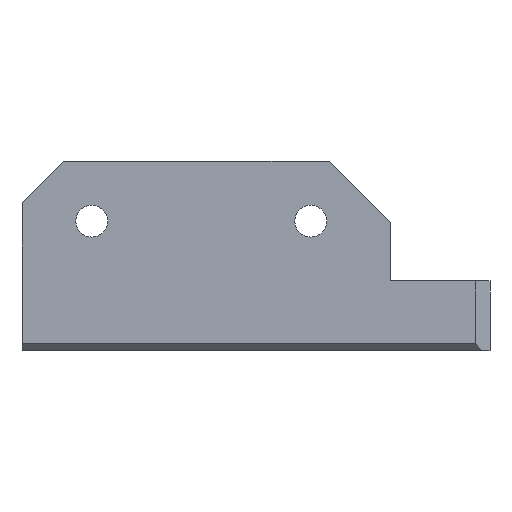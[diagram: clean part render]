
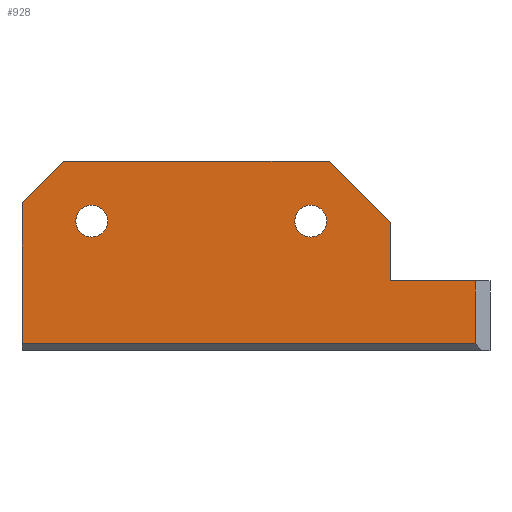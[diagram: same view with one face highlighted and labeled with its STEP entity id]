
A CAD part, front view. The second image highlights one B-rep face of the part: STEP entity #928.
In plain terms, the highlighted planar face has unit normal (0, -1, 0).
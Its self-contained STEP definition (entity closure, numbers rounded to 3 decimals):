
#475 = EDGE_CURVE('',#476,#478,#480,.T.);
#476 = VERTEX_POINT('',#477);
#477 = CARTESIAN_POINT('',(11.,0.,0.));
#478 = VERTEX_POINT('',#479);
#479 = CARTESIAN_POINT('',(11.,0.,5.85));
#480 = LINE('',#481,#482);
#481 = CARTESIAN_POINT('',(11.,0.,0.));
#482 = VECTOR('',#483,1.);
#483 = DIRECTION('',(0.,0.,1.));
#507 = EDGE_CURVE('',#508,#510,#512,.T.);
#508 = VERTEX_POINT('',#509);
#509 = CARTESIAN_POINT('',(-26.,0.,7.85));
#510 = VERTEX_POINT('',#511);
#511 = CARTESIAN_POINT('',(-26.,0.,-6.3));
#512 = LINE('',#513,#514);
#513 = CARTESIAN_POINT('',(-26.,0.,7.85));
#514 = VECTOR('',#515,1.);
#515 = DIRECTION('',(0.,0.,-1.));
#563 = EDGE_CURVE('',#478,#564,#566,.T.);
#564 = VERTEX_POINT('',#565);
#565 = CARTESIAN_POINT('',(4.85,0.,12.));
#566 = LINE('',#567,#568);
#567 = CARTESIAN_POINT('',(11.,0.,5.85));
#568 = VECTOR('',#569,1.);
#569 = DIRECTION('',(-0.707,0.,0.707)
  );
#587 = EDGE_CURVE('',#588,#508,#590,.T.);
#588 = VERTEX_POINT('',#589);
#589 = CARTESIAN_POINT('',(-21.85,0.,12.));
#590 = LINE('',#591,#592);
#591 = CARTESIAN_POINT('',(-21.85,0.,12.));
#592 = VECTOR('',#593,1.);
#593 = DIRECTION('',(-0.707,0.,-0.707
    ));
#611 = EDGE_CURVE('',#564,#588,#612,.T.);
#612 = LINE('',#613,#614);
#613 = CARTESIAN_POINT('',(4.85,0.,12.));
#614 = VECTOR('',#615,1.);
#615 = DIRECTION('',(-1.,0.,0.));
#928 = ADVANCED_FACE('',(#929,#958,#969),#980,.F.);
#929 = FACE_BOUND('',#930,.F.);
#930 = EDGE_LOOP('',(#931,#939,#940,#941,#942,#943,#944,#952));
#931 = ORIENTED_EDGE('',*,*,#932,.T.);
#932 = EDGE_CURVE('',#933,#510,#935,.T.);
#933 = VERTEX_POINT('',#934);
#934 = CARTESIAN_POINT('',(19.5,0.,-6.3));
#935 = LINE('',#936,#937);
#936 = CARTESIAN_POINT('',(67.527,0.,-6.3));
#937 = VECTOR('',#938,1.);
#938 = DIRECTION('',(-1.,0.,0.));
#939 = ORIENTED_EDGE('',*,*,#507,.F.);
#940 = ORIENTED_EDGE('',*,*,#587,.F.);
#941 = ORIENTED_EDGE('',*,*,#611,.F.);
#942 = ORIENTED_EDGE('',*,*,#563,.F.);
#943 = ORIENTED_EDGE('',*,*,#475,.F.);
#944 = ORIENTED_EDGE('',*,*,#945,.F.);
#945 = EDGE_CURVE('',#946,#476,#948,.T.);
#946 = VERTEX_POINT('',#947);
#947 = CARTESIAN_POINT('',(19.5,0.,0.));
#948 = LINE('',#949,#950);
#949 = CARTESIAN_POINT('',(21.,0.,0.));
#950 = VECTOR('',#951,1.);
#951 = DIRECTION('',(-1.,0.,0.));
#952 = ORIENTED_EDGE('',*,*,#953,.T.);
#953 = EDGE_CURVE('',#946,#933,#954,.T.);
#954 = LINE('',#955,#956);
#955 = CARTESIAN_POINT('',(19.5,0.,69.227));
#956 = VECTOR('',#957,1.);
#957 = DIRECTION('',(0.,0.,-1.));
#958 = FACE_BOUND('',#959,.F.);
#959 = EDGE_LOOP('',(#960));
#960 = ORIENTED_EDGE('',*,*,#961,.T.);
#961 = EDGE_CURVE('',#962,#962,#964,.T.);
#962 = VERTEX_POINT('',#963);
#963 = CARTESIAN_POINT('',(-17.4,0.,6.));
#964 = CIRCLE('',#965,1.6);
#965 = AXIS2_PLACEMENT_3D('',#966,#967,#968);
#966 = CARTESIAN_POINT('',(-19.,0.,6.));
#967 = DIRECTION('',(0.,-1.,0.));
#968 = DIRECTION('',(1.,0.,0.));
#969 = FACE_BOUND('',#970,.F.);
#970 = EDGE_LOOP('',(#971));
#971 = ORIENTED_EDGE('',*,*,#972,.T.);
#972 = EDGE_CURVE('',#973,#973,#975,.T.);
#973 = VERTEX_POINT('',#974);
#974 = CARTESIAN_POINT('',(4.6,0.,6.));
#975 = CIRCLE('',#976,1.6);
#976 = AXIS2_PLACEMENT_3D('',#977,#978,#979);
#977 = CARTESIAN_POINT('',(3.,0.,6.));
#978 = DIRECTION('',(0.,-1.,0.));
#979 = DIRECTION('',(1.,0.,0.));
#980 = PLANE('',#981);
#981 = AXIS2_PLACEMENT_3D('',#982,#983,#984);
#982 = CARTESIAN_POINT('',(-3.953,0.,
    1.585));
#983 = DIRECTION('',(0.,1.,0.));
#984 = DIRECTION('',(0.,0.,1.));
